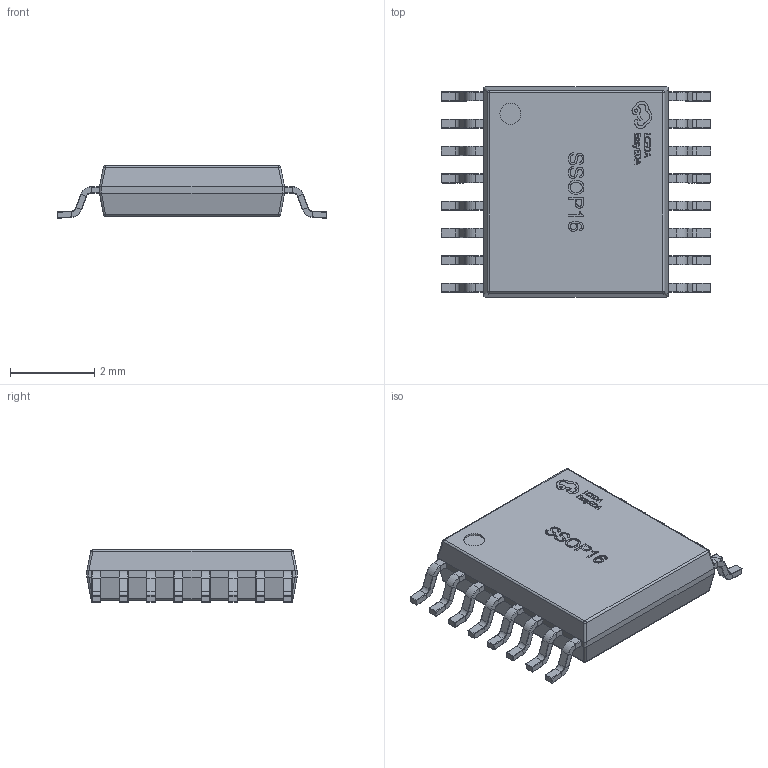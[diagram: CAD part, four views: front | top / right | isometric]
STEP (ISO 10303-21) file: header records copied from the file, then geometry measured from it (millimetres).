
FILE_DESCRIPTION (( 'STEP AP214' ), '1' );
FILE_NAME ('SSOP-B16_L5.0-W4.4-H1.2-LS6.4-P0.65.step', '2022-07-26T10:37:40', ( '' ), ( '' ), 'SwSTEP 2.0', 'SolidWorks 2020', '' );
FILE_SCHEMA (( 'AUTOMOTIVE_DESIGN' ));
Length unit declared in the file: millimetre
Products named in the file (1): SSOP-B16_L5.0-W4.4-H1.2-LS6.4-P0.65
Bounding box: 6.41 x 5 x 1.25 mm (x, y, z)
Volume: 26.1 mm3; surface area: 79.3 mm2
Topology: 30 solids, 30 shells, 1251 faces, 2842 edges, 1636 vertices
Faces by surface type: plane 514, cylinder 342, bspline 179, torus 128, sphere 88
Entity records: 52214 total; most frequent: CARTESIAN_POINT 11453, ORIENTED_EDGE 5556, DIRECTION 5366, EDGE_CURVE 2778, AXIS2_PLACEMENT_3D 1901, VERTEX_POINT 1604, VECTOR 1564, LINE 1564
